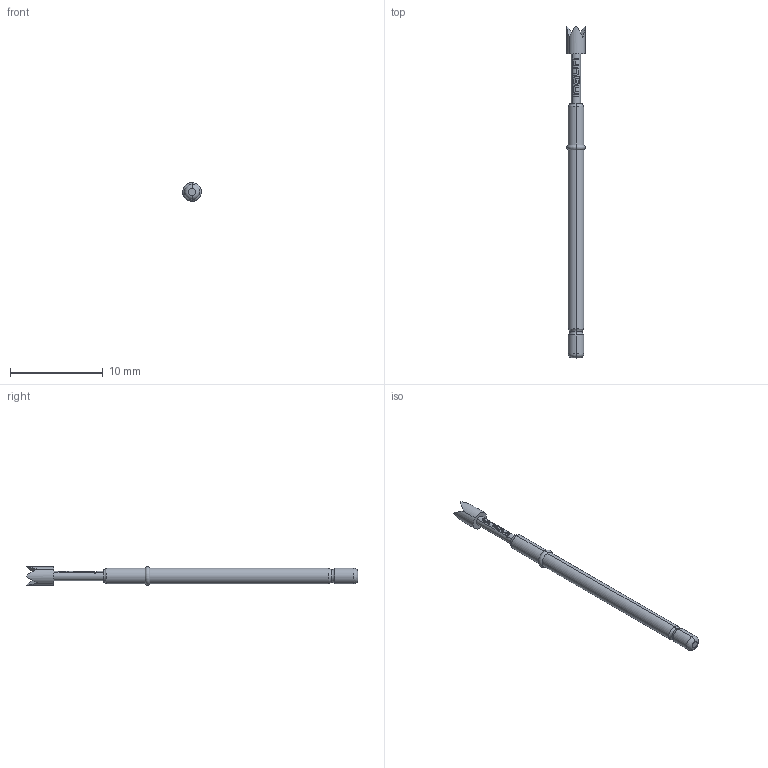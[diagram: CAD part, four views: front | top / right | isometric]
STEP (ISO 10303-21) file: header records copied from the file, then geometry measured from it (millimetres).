
FILE_DESCRIPTION (( 'STEP AP203' ), '1' );
FILE_NAME ('INGUN_GKS-112_204_200_R_xx05.STEP', '2020-07-24T05:35:21', ( '' ), ( '' ), 'SwSTEP 2.0', 'SolidWorks 2018', '' );
FILE_SCHEMA (( 'CONFIG_CONTROL_DESIGN' ));
Length unit declared in the file: millimetre
Products named in the file (1): INGUN_GKS-112_204_200_R_xx05
Bounding box: 2 x 35.7 x 2 mm (x, y, z)
Volume: 69.3 mm3; surface area: 187.9 mm2
Topology: 1 solids, 1 shells, 104 faces, 262 edges, 167 vertices
Faces by surface type: plane 43, bspline 30, cylinder 17, torus 14
Entity records: 4210 total; most frequent: CARTESIAN_POINT 2095, ORIENTED_EDGE 524, EDGE_CURVE 262, DIRECTION 258, B_SPLINE_CURVE_WITH_KNOTS 190, VERTEX_POINT 167, AXIS2_PLACEMENT_3D 119, EDGE_LOOP 111
